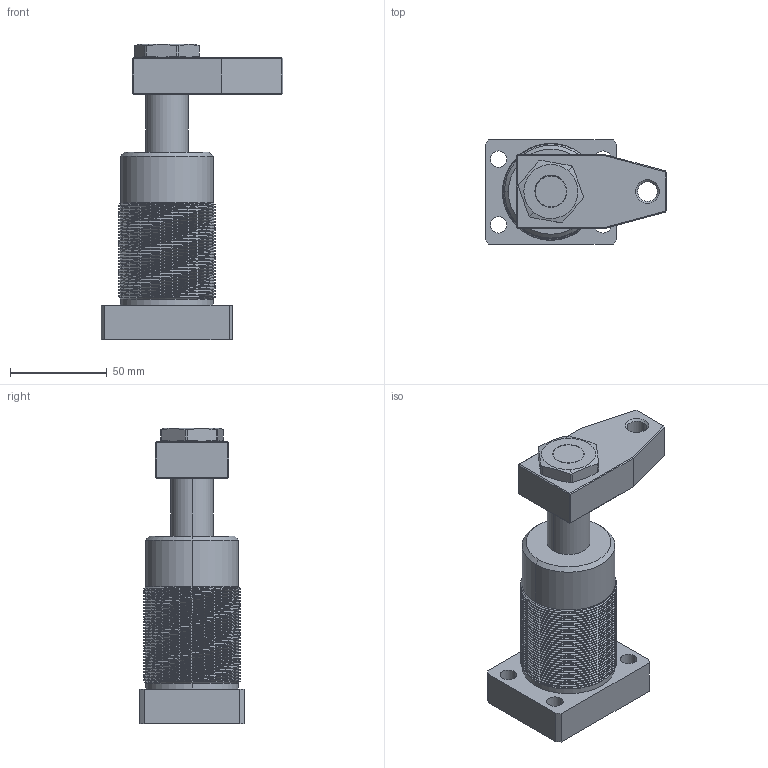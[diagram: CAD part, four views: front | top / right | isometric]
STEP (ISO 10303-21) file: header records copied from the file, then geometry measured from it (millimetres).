
FILE_DESCRIPTION (( 'STEP AP214' ), '1' );
FILE_NAME ('NFS-32AF.STEP', '2019-05-22T11:32:28', ( '' ), ( '' ), 'SwSTEP 2.0', 'SolidWorks 2016', '' );
FILE_SCHEMA (( 'AUTOMOTIVE_DESIGN' ));
Length unit declared in the file: millimetre
Products named in the file (4): 揤旋; 蹟簽; NFS-32AF-bt; NFS-32AF
Assembly tree (3 placements, depth 2):
  NFS-32AF
    NFS-32AF-bt
    蹟簽
    揤旋
Bounding box: 94 x 54 x 153 mm (x, y, z)
Volume: 276055.9 mm3; surface area: 47225.9 mm2
Topology: 3 solids, 3 shells, 201 faces, 514 edges, 327 vertices
Faces by surface type: cylinder 119, plane 55, cone 21, bspline 4, torus 2
Entity records: 11234 total; most frequent: CARTESIAN_POINT 6598, ORIENTED_EDGE 1028, DIRECTION 845, EDGE_CURVE 514, VERTEX_POINT 327, AXIS2_PLACEMENT_3D 313, EDGE_LOOP 223, VECTOR 219
